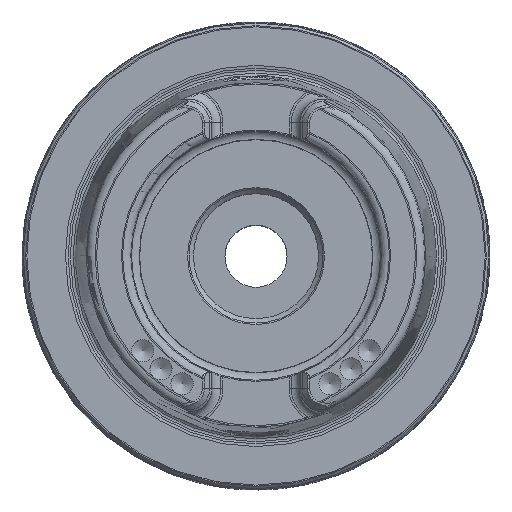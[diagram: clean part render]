
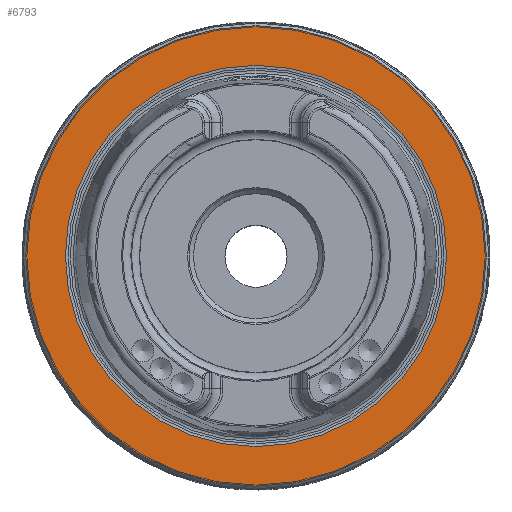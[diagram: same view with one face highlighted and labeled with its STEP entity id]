
A CAD part, top view. The second image highlights one B-rep face of the part: STEP entity #6793.
In plain terms, the highlighted planar face has unit normal (0, 0, 1).
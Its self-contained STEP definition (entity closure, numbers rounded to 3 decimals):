
#734=PLANE('',#7327);
#1621=ORIENTED_EDGE('',*,*,#2487,.T.);
#1622=ORIENTED_EDGE('',*,*,#2486,.F.);
#2486=EDGE_CURVE('',#2987,#2987,#3272,.T.);
#2487=EDGE_CURVE('',#2988,#2988,#3273,.T.);
#2987=VERTEX_POINT('',#10756);
#2988=VERTEX_POINT('',#10759);
#3272=CIRCLE('',#7326,25.782);
#3273=CIRCLE('',#7328,31.15);
#3646=EDGE_LOOP('',(#1621));
#3647=EDGE_LOOP('',(#1622));
#4130=FACE_BOUND('',#3646,.T.);
#4131=FACE_BOUND('',#3647,.T.);
#6793=ADVANCED_FACE('',(#4130,#4131),#734,.T.);
#7326=AXIS2_PLACEMENT_3D('',#10755,#8474,#8475);
#7327=AXIS2_PLACEMENT_3D('',#10757,#8476,#8477);
#7328=AXIS2_PLACEMENT_3D('',#10758,#8478,#8479);
#8474=DIRECTION('',(0.,0.,1.));
#8475=DIRECTION('',(1.,0.,0.));
#8476=DIRECTION('',(0.,0.,1.));
#8477=DIRECTION('',(1.,0.,0.));
#8478=DIRECTION('',(0.,0.,1.));
#8479=DIRECTION('',(1.,0.,0.));
#10755=CARTESIAN_POINT('',(0.,0.,0.2));
#10756=CARTESIAN_POINT('',(25.782,0.,0.2));
#10757=CARTESIAN_POINT('',(25.782,0.,0.2));
#10758=CARTESIAN_POINT('',(0.,0.,0.2));
#10759=CARTESIAN_POINT('',(31.15,0.,0.2));
